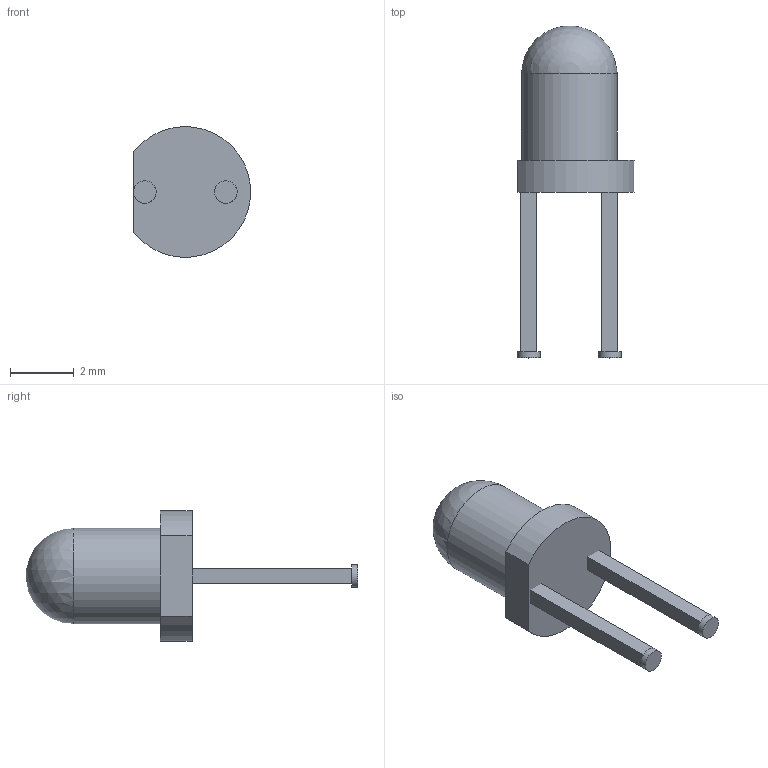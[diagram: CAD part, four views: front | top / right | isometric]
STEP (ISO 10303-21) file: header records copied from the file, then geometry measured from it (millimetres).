
FILE_DESCRIPTION( ( '' ), ' ' );
FILE_NAME( '58ff5b9995f8211036caa466.step', '2017-04-25T14:22:56', ( '' ), ( '' ), ' ', ' ', ' ' );
FILE_SCHEMA( ( 'AUTOMOTIVE_DESIGN { 1 0 10303 214 1 1 1 1 }' ) );
Length unit declared in the file: metre
Products named in the file (5): 1; 2; 3; 4; 5
Bounding box: 3.67 x 10.41 x 4.09 mm (x, y, z)
Volume: 42.7 mm3; surface area: 116.9 mm2
Topology: 5 solids, 5 shells, 39 faces, 76 edges, 45 vertices
Faces by surface type: plane 34, cylinder 4, sphere 1
Full cylindrical faces by diameter (mm): 0.707 x2, 3 x1
Entity records: 1266 total; most frequent: DIRECTION 168, CARTESIAN_POINT 150, ORIENTED_EDGE 132, EDGE_CURVE 66, AXIS2_PLACEMENT_3D 58, LINE 52, VECTOR 52, FACE_OUTER_BOUND 42
